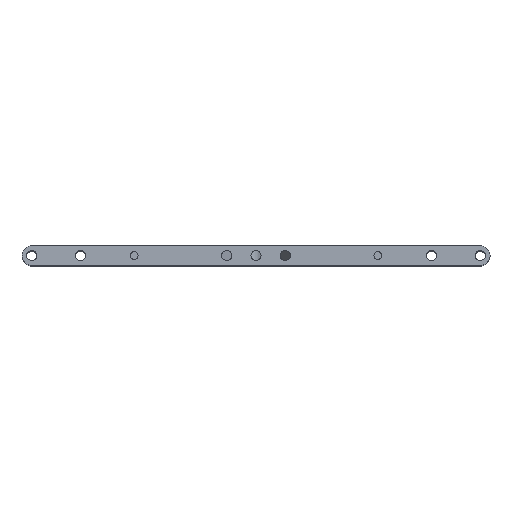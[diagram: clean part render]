
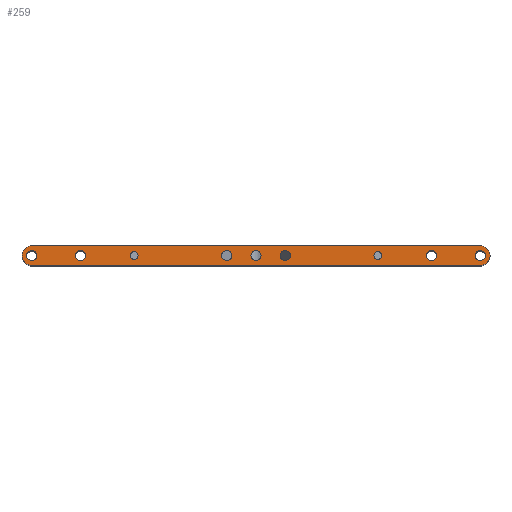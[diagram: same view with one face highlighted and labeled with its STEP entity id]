
A CAD part, top view. The second image highlights one B-rep face of the part: STEP entity #259.
In plain terms, the highlighted planar face has unit normal (0, 0, 1).
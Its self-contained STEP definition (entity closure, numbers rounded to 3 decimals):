
#259 = ADVANCED_FACE( '', ( #611, #612, #613, #614, #615, #616, #617, #618, #619, #620 ), #621, .F. );
#611 = FACE_BOUND( '', #986, .T. );
#612 = FACE_BOUND( '', #987, .T. );
#613 = FACE_BOUND( '', #988, .T. );
#614 = FACE_BOUND( '', #989, .T. );
#615 = FACE_BOUND( '', #990, .T. );
#616 = FACE_BOUND( '', #991, .T. );
#617 = FACE_BOUND( '', #992, .T. );
#618 = FACE_BOUND( '', #993, .T. );
#619 = FACE_BOUND( '', #994, .T. );
#620 = FACE_OUTER_BOUND( '', #995, .T. );
#621 = PLANE( '', #996 );
#986 = EDGE_LOOP( '', ( #1720 ) );
#987 = EDGE_LOOP( '', ( #1721 ) );
#988 = EDGE_LOOP( '', ( #1722 ) );
#989 = EDGE_LOOP( '', ( #1723 ) );
#990 = EDGE_LOOP( '', ( #1724 ) );
#991 = EDGE_LOOP( '', ( #1725 ) );
#992 = EDGE_LOOP( '', ( #1726 ) );
#993 = EDGE_LOOP( '', ( #1727 ) );
#994 = EDGE_LOOP( '', ( #1728 ) );
#995 = EDGE_LOOP( '', ( #1729, #1730, #1731, #1732 ) );
#996 = AXIS2_PLACEMENT_3D( '', #1733, #1734, #1735 );
#1720 = ORIENTED_EDGE( '', *, *, #2037, .T. );
#1721 = ORIENTED_EDGE( '', *, *, #1979, .T. );
#1722 = ORIENTED_EDGE( '', *, *, #2130, .T. );
#1723 = ORIENTED_EDGE( '', *, *, #2065, .T. );
#1724 = ORIENTED_EDGE( '', *, *, #1989, .T. );
#1725 = ORIENTED_EDGE( '', *, *, #2097, .T. );
#1726 = ORIENTED_EDGE( '', *, *, #2131, .T. );
#1727 = ORIENTED_EDGE( '', *, *, #2068, .T. );
#1728 = ORIENTED_EDGE( '', *, *, #2047, .T. );
#1729 = ORIENTED_EDGE( '', *, *, #2132, .T. );
#1730 = ORIENTED_EDGE( '', *, *, #2121, .F. );
#1731 = ORIENTED_EDGE( '', *, *, #1996, .T. );
#1732 = ORIENTED_EDGE( '', *, *, #1950, .T. );
#1733 = CARTESIAN_POINT( '', ( 120., -5., 122.5 ) );
#1734 = DIRECTION( '', ( 0., 0., -1. ) );
#1735 = DIRECTION( '', ( -1., 0., 0. ) );
#1950 = EDGE_CURVE( '', #2340, #2338, #2341, .T. );
#1979 = EDGE_CURVE( '', #2388, #2388, #2389, .T. );
#1989 = EDGE_CURVE( '', #2403, #2403, #2404, .T. );
#1996 = EDGE_CURVE( '', #2414, #2340, #2415, .F. );
#2037 = EDGE_CURVE( '', #2473, #2473, #2474, .T. );
#2047 = EDGE_CURVE( '', #2488, #2488, #2489, .T. );
#2065 = EDGE_CURVE( '', #2513, #2513, #2514, .T. );
#2068 = EDGE_CURVE( '', #2518, #2518, #2519, .T. );
#2097 = EDGE_CURVE( '', #2557, #2557, #2558, .T. );
#2121 = EDGE_CURVE( '', #2414, #2589, #2590, .T. );
#2130 = EDGE_CURVE( '', #2600, #2600, #2601, .T. );
#2131 = EDGE_CURVE( '', #2602, #2602, #2603, .T. );
#2132 = EDGE_CURVE( '', #2338, #2589, #2604, .F. );
#2338 = VERTEX_POINT( '', #2853 );
#2340 = VERTEX_POINT( '', #2856 );
#2341 = LINE( '', #2857, #2858 );
#2388 = VERTEX_POINT( '', #2921 );
#2389 = CIRCLE( '', #2922, 2. );
#2403 = VERTEX_POINT( '', #2938 );
#2404 = CIRCLE( '', #2939, 2.6 );
#2414 = VERTEX_POINT( '', #2952 );
#2415 = CIRCLE( '', #2953, 5. );
#2473 = VERTEX_POINT( '', #3022 );
#2474 = CIRCLE( '', #3023, 2. );
#2488 = VERTEX_POINT( '', #3037 );
#2489 = CIRCLE( '', #3038, 2.6 );
#2513 = VERTEX_POINT( '', #3069 );
#2514 = CIRCLE( '', #3070, 2.6 );
#2518 = VERTEX_POINT( '', #3074 );
#2519 = CIRCLE( '', #3075, 2.6 );
#2557 = VERTEX_POINT( '', #3122 );
#2558 = CIRCLE( '', #3123, 2.6 );
#2589 = VERTEX_POINT( '', #3161 );
#2590 = LINE( '', #3162, #3163 );
#2600 = VERTEX_POINT( '', #3177 );
#2601 = CIRCLE( '', #3178, 2.6 );
#2602 = VERTEX_POINT( '', #3179 );
#2603 = CIRCLE( '', #3180, 2.6 );
#2604 = CIRCLE( '', #3181, 5. );
#2853 = CARTESIAN_POINT( '', ( -115., 5., 122.5 ) );
#2856 = CARTESIAN_POINT( '', ( 115., 5., 122.5 ) );
#2857 = CARTESIAN_POINT( '', ( 120., 5., 122.5 ) );
#2858 = VECTOR( '', #3387, 1000. );
#2921 = CARTESIAN_POINT( '', ( -62.5, -2., 122.5 ) );
#2922 = AXIS2_PLACEMENT_3D( '', #3428, #3429, #3430 );
#2938 = CARTESIAN_POINT( '', ( 115., -2.6, 122.5 ) );
#2939 = AXIS2_PLACEMENT_3D( '', #3442, #3443, #3444 );
#2952 = CARTESIAN_POINT( '', ( 115., -5., 122.5 ) );
#2953 = AXIS2_PLACEMENT_3D( '', #3451, #3452, #3453 );
#3022 = CARTESIAN_POINT( '', ( 62.5, -2., 122.5 ) );
#3023 = AXIS2_PLACEMENT_3D( '', #3510, #3511, #3512 );
#3037 = CARTESIAN_POINT( '', ( 0., -2.6, 122.5 ) );
#3038 = AXIS2_PLACEMENT_3D( '', #3525, #3526, #3527 );
#3069 = CARTESIAN_POINT( '', ( 90., -2.6, 122.5 ) );
#3070 = AXIS2_PLACEMENT_3D( '', #3547, #3548, #3549 );
#3074 = CARTESIAN_POINT( '', ( -115., -2.6, 122.5 ) );
#3075 = AXIS2_PLACEMENT_3D( '', #3553, #3554, #3555 );
#3122 = CARTESIAN_POINT( '', ( -15., -2.6, 122.5 ) );
#3123 = AXIS2_PLACEMENT_3D( '', #3586, #3587, #3588 );
#3161 = CARTESIAN_POINT( '', ( -115., -5., 122.5 ) );
#3162 = CARTESIAN_POINT( '', ( 120., -5., 122.5 ) );
#3163 = VECTOR( '', #3623, 1000. );
#3177 = CARTESIAN_POINT( '', ( 15., -2.6, 122.5 ) );
#3178 = AXIS2_PLACEMENT_3D( '', #3631, #3632, #3633 );
#3179 = CARTESIAN_POINT( '', ( -90., -2.6, 122.5 ) );
#3180 = AXIS2_PLACEMENT_3D( '', #3634, #3635, #3636 );
#3181 = AXIS2_PLACEMENT_3D( '', #3637, #3638, #3639 );
#3387 = DIRECTION( '', ( -1., 0., 0. ) );
#3428 = CARTESIAN_POINT( '', ( -62.5, 0., 122.5 ) );
#3429 = DIRECTION( '', ( 0., 0., -1. ) );
#3430 = DIRECTION( '', ( 0., -1., 0. ) );
#3442 = CARTESIAN_POINT( '', ( 115., 0., 122.5 ) );
#3443 = DIRECTION( '', ( 0., 0., -1. ) );
#3444 = DIRECTION( '', ( 0., -1., 0. ) );
#3451 = CARTESIAN_POINT( '', ( 115., 0., 122.5 ) );
#3452 = DIRECTION( '', ( 0., 0., -1. ) );
#3453 = DIRECTION( '', ( -1., 0., 0. ) );
#3510 = CARTESIAN_POINT( '', ( 62.5, 0., 122.5 ) );
#3511 = DIRECTION( '', ( 0., 0., -1. ) );
#3512 = DIRECTION( '', ( 0., -1., 0. ) );
#3525 = CARTESIAN_POINT( '', ( 0., 0., 122.5 ) );
#3526 = DIRECTION( '', ( 0., 0., -1. ) );
#3527 = DIRECTION( '', ( 0., -1., 0. ) );
#3547 = CARTESIAN_POINT( '', ( 90., 0., 122.5 ) );
#3548 = DIRECTION( '', ( 0., 0., -1. ) );
#3549 = DIRECTION( '', ( 0., -1., 0. ) );
#3553 = CARTESIAN_POINT( '', ( -115., 0., 122.5 ) );
#3554 = DIRECTION( '', ( 0., 0., -1. ) );
#3555 = DIRECTION( '', ( 0., -1., 0. ) );
#3586 = CARTESIAN_POINT( '', ( -15., 0., 122.5 ) );
#3587 = DIRECTION( '', ( 0., 0., -1. ) );
#3588 = DIRECTION( '', ( 0., -1., 0. ) );
#3623 = DIRECTION( '', ( -1., 0., 0. ) );
#3631 = CARTESIAN_POINT( '', ( 15., 0., 122.5 ) );
#3632 = DIRECTION( '', ( 0., 0., -1. ) );
#3633 = DIRECTION( '', ( 0., -1., 0. ) );
#3634 = CARTESIAN_POINT( '', ( -90., 0., 122.5 ) );
#3635 = DIRECTION( '', ( 0., 0., -1. ) );
#3636 = DIRECTION( '', ( 0., -1., 0. ) );
#3637 = CARTESIAN_POINT( '', ( -115., 0., 122.5 ) );
#3638 = DIRECTION( '', ( 0., 0., -1. ) );
#3639 = DIRECTION( '', ( -1., 0., 0. ) );
